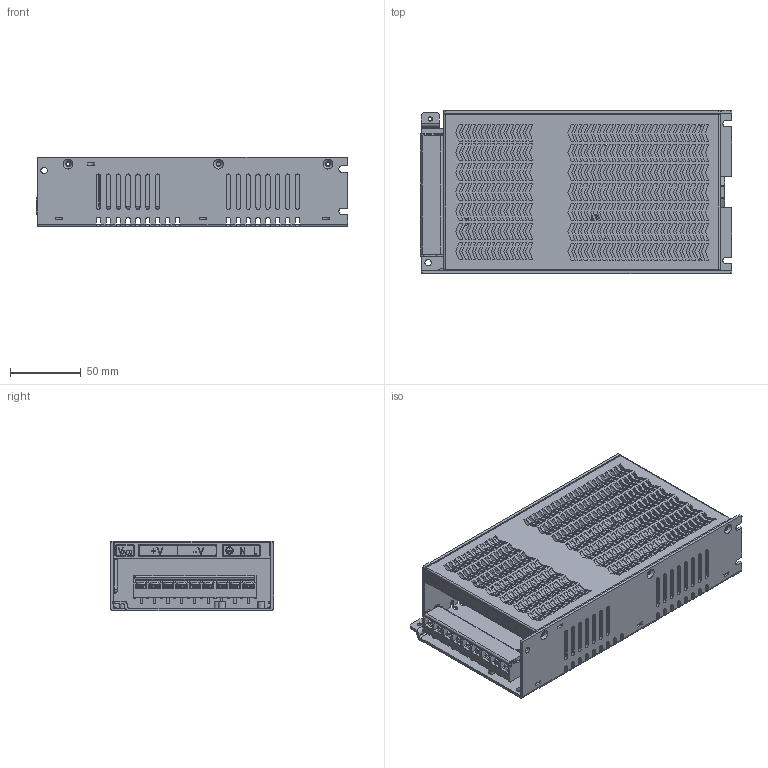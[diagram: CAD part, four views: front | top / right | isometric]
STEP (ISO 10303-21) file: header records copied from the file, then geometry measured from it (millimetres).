
FILE_DESCRIPTION(/* description */ (''),/* implementation_level */ '2;1');
FILE_NAME(/* name */ 'MPS-200W.stp',/* time_stamp */ '2023-07-21T15:18:38+08:00',/* author */ (''),/* organization */ (''),/* preprocessor_version */ 'ST-DEVELOPER v19.3',/* originating_system */ 'SIEMENS PLM Software NX2212.3001',/* authorisation */ '');
FILE_SCHEMA (('AP203_CONFIGURATION_CONTROLLED_3D_DESIGN_OF_MECHANICAL_PARTS_AND_ASSEMBLIES_MIM_LF { 1 0 10303 403 2 1 2}'));
Products named in the file (5): A01J1DZP0000011; 铆钉; A04WJJSK0000022; A04WJJSK0000023; MPS-200W
Assembly tree (8 placements, depth 2):
  MPS-200W
    A04WJJSK0000023
    A04WJJSK0000022
    铆钉  x5
    A01J1DZP0000011
Bounding box: 220.5 x 115.5 x 49.5 mm (x, y, z)
Volume: 118759.9 mm3; surface area: 162029.9 mm2
Topology: 8 solids, 8 shells, 3364 faces, 10658 edges, 7311 vertices
Faces by surface type: plane 2684, cylinder 553, torus 44, cone 38, extrusion 25, bspline 16, sphere 4
Full cylindrical faces by diameter (mm): 2.5 x10, 2.6 x6, 3.4 x10, 4.5 x3, 4.8 x10, 5.5 x1
Entity records: 120827 total; most frequent: CARTESIAN_POINT 27695, ORIENTED_EDGE 20968, DIRECTION 16660, EDGE_CURVE 10484, VERTEX_POINT 7225, VECTOR 7214, LINE 7189, AXIS2_PLACEMENT_3D 4723
